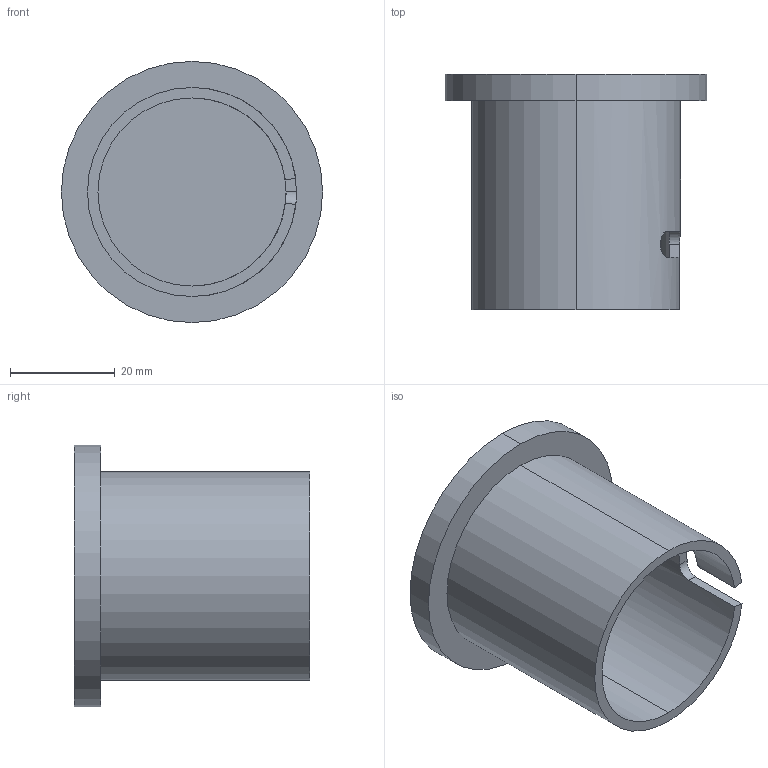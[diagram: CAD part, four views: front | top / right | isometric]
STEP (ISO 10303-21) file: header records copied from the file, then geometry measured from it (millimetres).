
FILE_DESCRIPTION (( 'STEP AP214' ), '1' );
FILE_NAME ('female.STEP', '2021-06-20T05:27:54', ( '' ), ( '' ), 'SwSTEP 2.0', 'SolidWorks 2020', '' );
FILE_SCHEMA (( 'AUTOMOTIVE_DESIGN' ));
Length unit declared in the file: millimetre
Products named in the file (1): female
Bounding box: 50 x 45 x 50 mm (x, y, z)
Volume: 15440.2 mm3; surface area: 15782.2 mm2
Topology: 1 solids, 1 shells, 20 faces, 48 edges, 32 vertices
Faces by surface type: plane 9, cylinder 8, bspline 3
Entity records: 870 total; most frequent: CARTESIAN_POINT 376, ORIENTED_EDGE 96, DIRECTION 94, EDGE_CURVE 48, AXIS2_PLACEMENT_3D 40, VERTEX_POINT 32, CIRCLE 22, EDGE_LOOP 22
